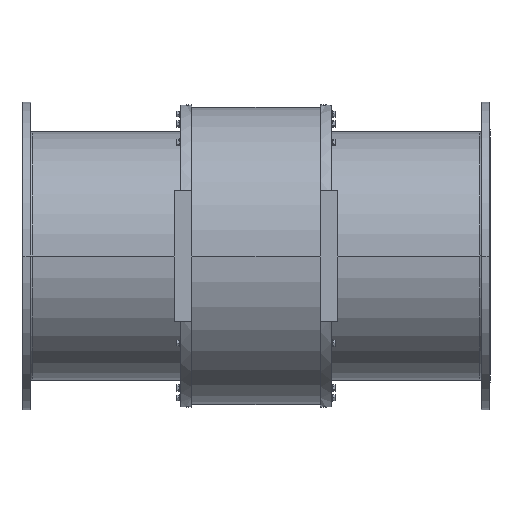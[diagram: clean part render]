
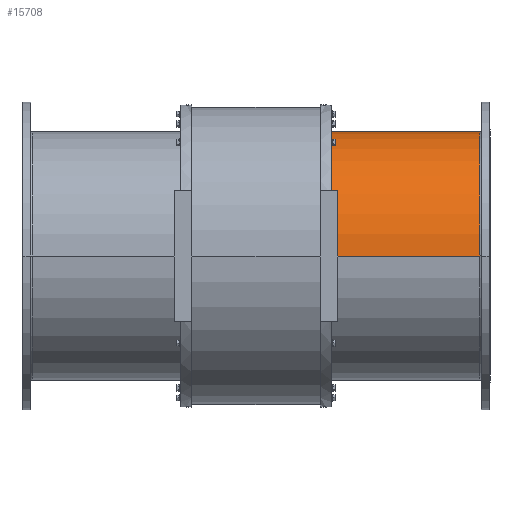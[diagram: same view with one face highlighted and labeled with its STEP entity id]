
A CAD part, front view. The second image highlights one B-rep face of the part: STEP entity #15708.
In plain terms, the highlighted cylindrical face has radius 458 mm (diameter 916 mm), a partial arc.
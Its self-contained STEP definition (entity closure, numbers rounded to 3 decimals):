
#756 = AXIS2_PLACEMENT_3D ( 'NONE', #879, #3517, #9600 ) ;
#879 = CARTESIAN_POINT ( 'NONE',  ( -863.5, 0., 0. ) ) ;
#2696 = VERTEX_POINT ( 'NONE', #20464 ) ;
#3339 = EDGE_LOOP ( 'NONE', ( #26799, #18143, #17022, #6942 ) ) ;
#3517 = DIRECTION ( 'NONE',  ( -1., 0., 0. ) ) ;
#3621 = AXIS2_PLACEMENT_3D ( 'NONE', #13246, #13385, #21391 ) ;
#3637 = CARTESIAN_POINT ( 'NONE',  ( -863.5, 458., 0. ) ) ;
#3776 = VERTEX_POINT ( 'NONE', #17102 ) ;
#4329 = DIRECTION ( 'NONE',  ( -1., 0., 0. ) ) ;
#4466 = CARTESIAN_POINT ( 'NONE',  ( -863.5, -458., 0. ) ) ;
#5530 = VECTOR ( 'NONE', #4329, 1000. ) ;
#6940 = DIRECTION ( 'NONE',  ( 0., 1., 0. ) ) ;
#6942 = ORIENTED_EDGE ( 'NONE', *, *, #19783, .F. ) ;
#8298 = EDGE_CURVE ( 'NONE', #2696, #8879, #21076, .T. ) ;
#8879 = VERTEX_POINT ( 'NONE', #23013 ) ;
#9600 = DIRECTION ( 'NONE',  ( 0., -1., 0. ) ) ;
#11304 = AXIS2_PLACEMENT_3D ( 'NONE', #21852, #17636, #6940 ) ;
#11697 = CYLINDRICAL_SURFACE ( 'NONE', #756, 458. ) ;
#13246 = CARTESIAN_POINT ( 'NONE',  ( 277.5, 0., 0. ) ) ;
#13385 = DIRECTION ( 'NONE',  ( 1., 0., 0. ) ) ;
#15242 = VERTEX_POINT ( 'NONE', #21331 ) ;
#15708 = ADVANCED_FACE ( 'NONE', ( #18170 ), #11697, .T. ) ;
#17022 = ORIENTED_EDGE ( 'NONE', *, *, #8298, .T. ) ;
#17102 = CARTESIAN_POINT ( 'NONE',  ( 826.5, -458., 0. ) ) ;
#17636 = DIRECTION ( 'NONE',  ( -1., 0., 0. ) ) ;
#18143 = ORIENTED_EDGE ( 'NONE', *, *, #22633, .T. ) ;
#18170 = FACE_OUTER_BOUND ( 'NONE', #3339, .T. ) ;
#18430 = EDGE_CURVE ( 'NONE', #3776, #15242, #27426, .T. ) ;
#19367 = LINE ( 'NONE', #4466, #5530 ) ;
#19783 = EDGE_CURVE ( 'NONE', #3776, #8879, #19367, .T. ) ;
#20464 = CARTESIAN_POINT ( 'NONE',  ( 277.5, 458., 0. ) ) ;
#20648 = DIRECTION ( 'NONE',  ( -1., 0., 0. ) ) ;
#21076 = CIRCLE ( 'NONE', #3621, 458. ) ;
#21331 = CARTESIAN_POINT ( 'NONE',  ( 826.5, 458., 0. ) ) ;
#21391 = DIRECTION ( 'NONE',  ( 0., 0., -1. ) ) ;
#21852 = CARTESIAN_POINT ( 'NONE',  ( 826.5, 0., 0. ) ) ;
#21970 = VECTOR ( 'NONE', #20648, 1000. ) ;
#22633 = EDGE_CURVE ( 'NONE', #15242, #2696, #27512, .T. ) ;
#23013 = CARTESIAN_POINT ( 'NONE',  ( 277.5, -458., 0. ) ) ;
#26799 = ORIENTED_EDGE ( 'NONE', *, *, #18430, .T. ) ;
#27426 = CIRCLE ( 'NONE', #11304, 458. ) ;
#27512 = LINE ( 'NONE', #3637, #21970 ) ;
